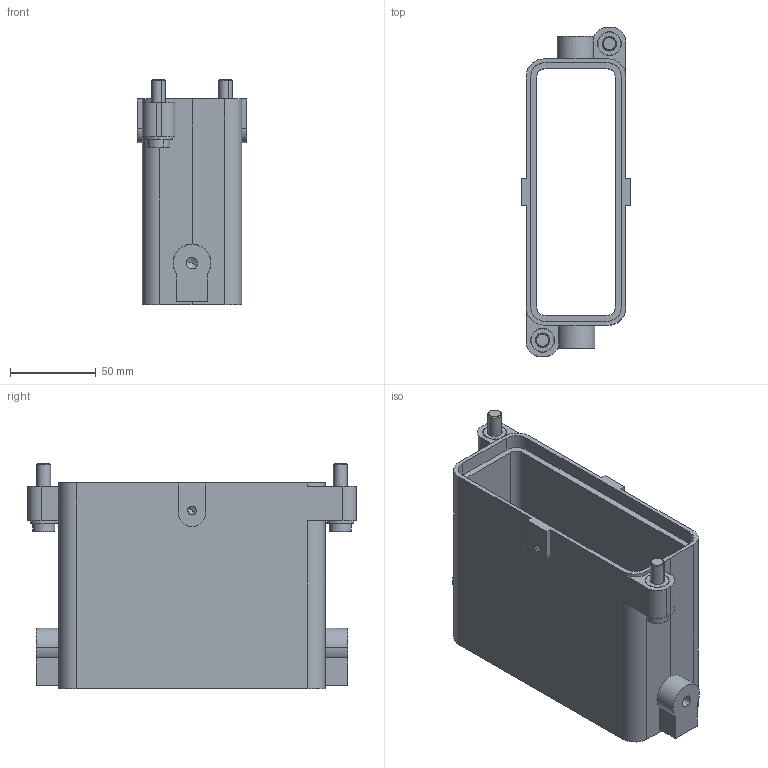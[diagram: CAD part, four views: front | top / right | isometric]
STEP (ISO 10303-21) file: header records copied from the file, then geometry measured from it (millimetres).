
FILE_DESCRIPTION(('CATIA V5 STEP Exchange','CAx-IF Rec.Pracs.--- Model Styling and Organization---1.4--- 2014-01-23'),'2;1');
FILE_NAME ('005812-2_2', '2019-08-26T13:23:52+00:00', ('none'), ('Weidmueller'), 'CATIA Version 5-6 Release 2016 SP3 HF44', 'CATIA V5 STEP AP214', 'none');
FILE_SCHEMA(('AUTOMOTIVE_DESIGN { 1 0 10303 214 1 1 1 1 }'));
Length unit declared in the file: millimetre
Products named in the file (1): 1079930000
Bounding box: 64 x 192 x 131.4 mm (x, y, z)
Volume: 288374.2 mm3; surface area: 110319.9 mm2
Topology: 1 solids, 1 shells, 210 faces, 534 edges, 330 vertices
Faces by surface type: plane 108, cylinder 74, cone 24, torus 4
Entity records: 5838 total; most frequent: CARTESIAN_POINT 1079, ORIENTED_EDGE 1044, DIRECTION 780, EDGE_CURVE 522, AXIS2_PLACEMENT_3D 342, VERTEX_POINT 330, VECTOR 300, LINE 300
